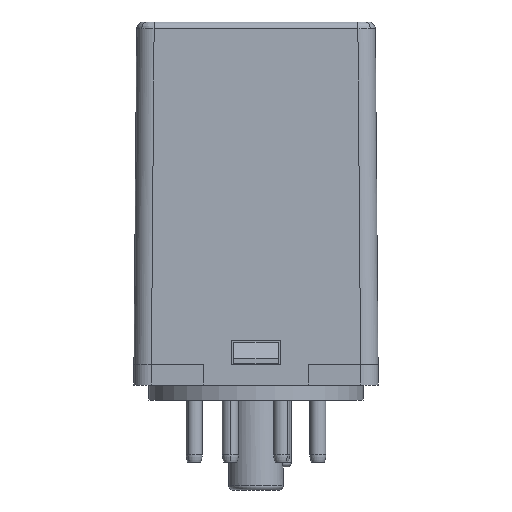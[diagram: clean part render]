
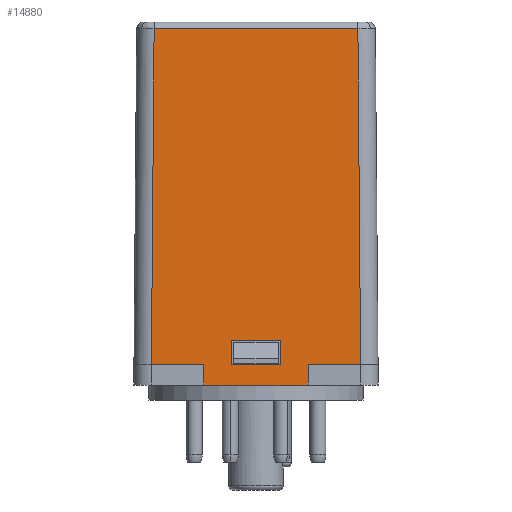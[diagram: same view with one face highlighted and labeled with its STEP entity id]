
A CAD part, front view. The second image highlights one B-rep face of the part: STEP entity #14880.
In plain terms, the highlighted planar face has unit normal (0, -1, 0.008).
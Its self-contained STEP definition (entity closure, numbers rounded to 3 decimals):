
#774 = AXIS2_PLACEMENT_3D ( 'NONE', #5890, #5889, #5887 ) ;
#3354 = FACE_OUTER_BOUND ( 'NONE', #12260, .T. ) ;
#3436 = FACE_BOUND ( 'NONE', #12253, .T. ) ;
#3700 = LINE ( 'NONE', #17432, #3704 ) ;
#3704 = VECTOR ( 'NONE', #17429, 1000. ) ;
#3709 = LINE ( 'NONE', #17440, #3714 ) ;
#3714 = VECTOR ( 'NONE', #17445, 1000. ) ;
#3740 = LINE ( 'NONE', #17480, #3743 ) ;
#3743 = VECTOR ( 'NONE', #17481, 1000. ) ;
#3824 = LINE ( 'NONE', #17615, #3827 ) ;
#3827 = VECTOR ( 'NONE', #17616, 1000. ) ;
#3830 = LINE ( 'NONE', #17610, #3832 ) ;
#3832 = VECTOR ( 'NONE', #17577, 1000. ) ;
#3853 = LINE ( 'NONE', #17651, #3855 ) ;
#3855 = VECTOR ( 'NONE', #17652, 1000. ) ;
#3863 = LINE ( 'NONE', #17684, #3866 ) ;
#3866 = VECTOR ( 'NONE', #17685, 1000. ) ;
#3908 = LINE ( 'NONE', #17780, #3934 ) ;
#3934 = VECTOR ( 'NONE', #17785, 1000. ) ;
#3942 = LINE ( 'NONE', #17803, #3945 ) ;
#3945 = VECTOR ( 'NONE', #17804, 1000. ) ;
#3961 = LINE ( 'NONE', #17881, #3999 ) ;
#3976 = LINE ( 'NONE', #17861, #3979 ) ;
#3979 = VECTOR ( 'NONE', #17862, 1000. ) ;
#3999 = VECTOR ( 'NONE', #17886, 1000. ) ;
#4014 = LINE ( 'NONE', #4525, #4018 ) ;
#4018 = VECTOR ( 'NONE', #4526, 1000. ) ;
#4030 = LINE ( 'NONE', #4542, #4033 ) ;
#4033 = VECTOR ( 'NONE', #4543, 1000. ) ;
#4525 = CARTESIAN_POINT ( 'NONE',  ( -3.525, -17.525, 0. ) ) ;
#4526 = DIRECTION ( 'NONE',  ( 0., 0.008, 1. ) ) ;
#4542 = CARTESIAN_POINT ( 'NONE',  ( 7.475, -17.525, 0. ) ) ;
#4543 = DIRECTION ( 'NONE',  ( 0., 0.008, 1. ) ) ;
#5887 = DIRECTION ( 'NONE',  ( 0., -0.008, -1. ) ) ;
#5889 = DIRECTION ( 'NONE',  ( 0., -1., 0.008 ) ) ;
#5890 = CARTESIAN_POINT ( 'NONE',  ( -17.525, -17.525, 0. ) ) ;
#5899 = PLANE ( 'NONE',  #774 ) ;
#6029 = CARTESIAN_POINT ( 'NONE',  ( 3.525, -17.501, 2.95 ) ) ;
#6067 = CARTESIAN_POINT ( 'NONE',  ( -7.575, -17.501, 2.95 ) ) ;
#6149 = CARTESIAN_POINT ( 'NONE',  ( -7.475, -17.525, 0. ) ) ;
#6165 = CARTESIAN_POINT ( 'NONE',  ( -3.525, -17.472, 6.45 ) ) ;
#6213 = CARTESIAN_POINT ( 'NONE',  ( 7.575, -17.501, 2.95 ) ) ;
#6222 = CARTESIAN_POINT ( 'NONE',  ( 15.001, -17.501, 2.95 ) ) ;
#6237 = CARTESIAN_POINT ( 'NONE',  ( 7.475, -17.501, 2.95 ) ) ;
#6243 = CARTESIAN_POINT ( 'NONE',  ( -14.608, -17.108, 51.058 ) ) ;
#6250 = CARTESIAN_POINT ( 'NONE',  ( 3.525, -17.472, 6.45 ) ) ;
#6253 = CARTESIAN_POINT ( 'NONE',  ( -3.525, -17.501, 2.95 ) ) ;
#6290 = CARTESIAN_POINT ( 'NONE',  ( 7.475, -17.525, 0. ) ) ;
#6293 = CARTESIAN_POINT ( 'NONE',  ( -7.475, -17.501, 2.95 ) ) ;
#6304 = CARTESIAN_POINT ( 'NONE',  ( 14.608, -17.108, 51.058 ) ) ;
#6315 = CARTESIAN_POINT ( 'NONE',  ( -15.001, -17.501, 2.95 ) ) ;
#8339 = EDGE_CURVE ( 'NONE', #14201, #13754, #16241, .T. ) ;
#10719 = CARTESIAN_POINT ( 'NONE',  ( -17.525, -17.108, 51.058 ) ) ;
#10764 = DIRECTION ( 'NONE',  ( -1., 0., 0. ) ) ;
#11468 = ORIENTED_EDGE ( 'NONE', *, *, #15475, .T. ) ;
#11501 = ORIENTED_EDGE ( 'NONE', *, *, #15417, .T. ) ;
#11504 = ORIENTED_EDGE ( 'NONE', *, *, #15353, .T. ) ;
#11509 = ORIENTED_EDGE ( 'NONE', *, *, #8339, .T. ) ;
#11513 = ORIENTED_EDGE ( 'NONE', *, *, #15350, .T. ) ;
#11526 = ORIENTED_EDGE ( 'NONE', *, *, #15376, .T. ) ;
#11529 = ORIENTED_EDGE ( 'NONE', *, *, #15483, .T. ) ;
#11534 = ORIENTED_EDGE ( 'NONE', *, *, #15446, .T. ) ;
#11550 = ORIENTED_EDGE ( 'NONE', *, *, #15281, .T. ) ;
#11551 = ORIENTED_EDGE ( 'NONE', *, *, #15424, .F. ) ;
#11552 = ORIENTED_EDGE ( 'NONE', *, *, #15286, .T. ) ;
#11553 = ORIENTED_EDGE ( 'NONE', *, *, #15302, .T. ) ;
#11599 = ORIENTED_EDGE ( 'NONE', *, *, #15369, .T. ) ;
#11600 = ORIENTED_EDGE ( 'NONE', *, *, #15457, .T. ) ;
#12253 = EDGE_LOOP ( 'NONE', ( #11550, #11599, #11468, #11552 ) ) ;
#12260 = EDGE_LOOP ( 'NONE', ( #11529, #11534, #11501, #11526, #11509, #11551, #11504, #11600, #11553, #11513 ) ) ;
#13661 = VERTEX_POINT ( 'NONE', #6149 ) ;
#13728 = VERTEX_POINT ( 'NONE', #6250 ) ;
#13730 = VERTEX_POINT ( 'NONE', #6253 ) ;
#13749 = VERTEX_POINT ( 'NONE', #6213 ) ;
#13753 = VERTEX_POINT ( 'NONE', #6237 ) ;
#13754 = VERTEX_POINT ( 'NONE', #6243 ) ;
#13788 = VERTEX_POINT ( 'NONE', #6222 ) ;
#13888 = VERTEX_POINT ( 'NONE', #6165 ) ;
#14038 = VERTEX_POINT ( 'NONE', #6029 ) ;
#14068 = VERTEX_POINT ( 'NONE', #6067 ) ;
#14168 = VERTEX_POINT ( 'NONE', #6315 ) ;
#14201 = VERTEX_POINT ( 'NONE', #6304 ) ;
#14224 = VERTEX_POINT ( 'NONE', #6293 ) ;
#14243 = VERTEX_POINT ( 'NONE', #6290 ) ;
#14880 = ADVANCED_FACE ( 'NONE', ( #3354, #3436 ), #5899, .T. ) ;
#15281 = EDGE_CURVE ( 'NONE', #13728, #14038, #3700, .T. ) ;
#15286 = EDGE_CURVE ( 'NONE', #13888, #13728, #3709, .T. ) ;
#15302 = EDGE_CURVE ( 'NONE', #14224, #13661, #3740, .T. ) ;
#15350 = EDGE_CURVE ( 'NONE', #13661, #14243, #3824, .T. ) ;
#15353 = EDGE_CURVE ( 'NONE', #14168, #14068, #3830, .T. ) ;
#15369 = EDGE_CURVE ( 'NONE', #14038, #13730, #3853, .T. ) ;
#15376 = EDGE_CURVE ( 'NONE', #13788, #14201, #3863, .T. ) ;
#15417 = EDGE_CURVE ( 'NONE', #13749, #13788, #3908, .T. ) ;
#15424 = EDGE_CURVE ( 'NONE', #14168, #13754, #3942, .T. ) ;
#15446 = EDGE_CURVE ( 'NONE', #13753, #13749, #3976, .T. ) ;
#15457 = EDGE_CURVE ( 'NONE', #14068, #14224, #3961, .T. ) ;
#15475 = EDGE_CURVE ( 'NONE', #13730, #13888, #4014, .T. ) ;
#15483 = EDGE_CURVE ( 'NONE', #14243, #13753, #4030, .T. ) ;
#16241 = LINE ( 'NONE', #10719, #16475 ) ;
#16475 = VECTOR ( 'NONE', #10764, 1000. ) ;
#17429 = DIRECTION ( 'NONE',  ( 0., -0.008, -1. ) ) ;
#17432 = CARTESIAN_POINT ( 'NONE',  ( 3.525, -17.525, 0. ) ) ;
#17440 = CARTESIAN_POINT ( 'NONE',  ( -17.525, -17.472, 6.45 ) ) ;
#17445 = DIRECTION ( 'NONE',  ( 1., 0., 0. ) ) ;
#17480 = CARTESIAN_POINT ( 'NONE',  ( -7.475, -17.525, 0. ) ) ;
#17481 = DIRECTION ( 'NONE',  ( 0., -0.008, -1. ) ) ;
#17577 = DIRECTION ( 'NONE',  ( 1., 0., 0. ) ) ;
#17610 = CARTESIAN_POINT ( 'NONE',  ( -17.525, -17.501, 2.95 ) ) ;
#17615 = CARTESIAN_POINT ( 'NONE',  ( -17.525, -17.525, 0. ) ) ;
#17616 = DIRECTION ( 'NONE',  ( 1., 0., 0. ) ) ;
#17651 = CARTESIAN_POINT ( 'NONE',  ( -17.525, -17.501, 2.95 ) ) ;
#17652 = DIRECTION ( 'NONE',  ( -1., 0., 0. ) ) ;
#17684 = CARTESIAN_POINT ( 'NONE',  ( 15.001, -17.501, 2.95 ) ) ;
#17685 = DIRECTION ( 'NONE',  ( -0.008, 0.008, 1. ) ) ;
#17780 = CARTESIAN_POINT ( 'NONE',  ( -17.525, -17.501, 2.95 ) ) ;
#17785 = DIRECTION ( 'NONE',  ( 1., 0., 0. ) ) ;
#17803 = CARTESIAN_POINT ( 'NONE',  ( -15.025, -17.525, -0.02 ) ) ;
#17804 = DIRECTION ( 'NONE',  ( 0.008, 0.008, 1. ) ) ;
#17861 = CARTESIAN_POINT ( 'NONE',  ( 17.525, -17.501, 2.95 ) ) ;
#17862 = DIRECTION ( 'NONE',  ( 1., 0., 0. ) ) ;
#17881 = CARTESIAN_POINT ( 'NONE',  ( -17.525, -17.501, 2.95 ) ) ;
#17886 = DIRECTION ( 'NONE',  ( 1., 0., 0. ) ) ;
